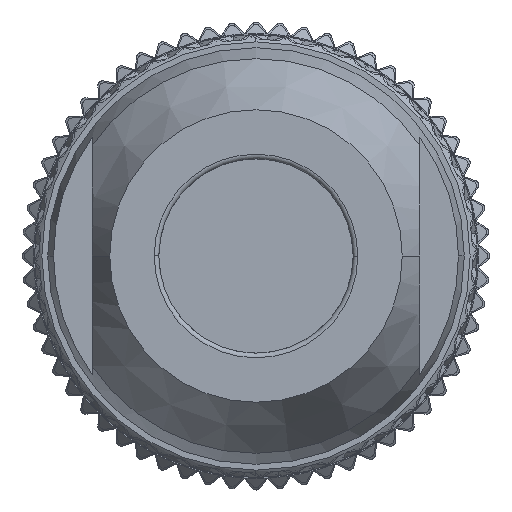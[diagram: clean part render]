
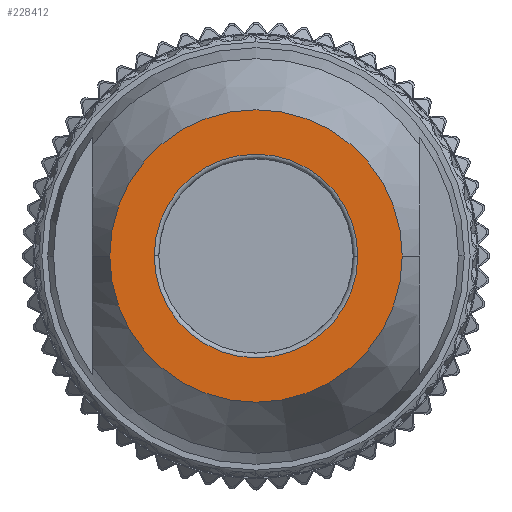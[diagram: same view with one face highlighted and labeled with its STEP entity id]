
A CAD part, front view. The second image highlights one B-rep face of the part: STEP entity #228412.
In plain terms, the highlighted planar face has unit normal (0, -1, 0).
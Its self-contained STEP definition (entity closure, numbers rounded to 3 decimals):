
#80849=CARTESIAN_POINT('',(0.,-50.55,0.));
#80850=DIRECTION('',(0.,1.,0.));
#80851=DIRECTION('',(1.,0.,0.));
#80852=AXIS2_PLACEMENT_3D('',#80849,#80850,#80851);
#80854=CARTESIAN_POINT('',(0.,-50.55,0.));
#80855=DIRECTION('',(0.,1.,0.));
#80856=DIRECTION('',(-1.,0.,0.));
#80857=AXIS2_PLACEMENT_3D('',#80854,#80855,#80856);
#80859=CARTESIAN_POINT('',(0.,-50.55,0.));
#80860=DIRECTION('',(0.,-1.,0.));
#80861=DIRECTION('',(1.,0.,0.));
#80862=AXIS2_PLACEMENT_3D('',#80859,#80860,#80861);
#80864=CARTESIAN_POINT('',(0.,-50.55,0.));
#80865=DIRECTION('',(0.,-1.,0.));
#80866=DIRECTION('',(-1.,0.,0.));
#80867=AXIS2_PLACEMENT_3D('',#80864,#80865,#80866);
#80879=CARTESIAN_POINT('',(0.,-50.55,0.));
#80880=DIRECTION('',(0.,1.,0.));
#80881=DIRECTION('',(-1.,0.,0.));
#80882=AXIS2_PLACEMENT_3D('',#80879,#80880,#80881);
#80907=CARTESIAN_POINT('',(0.,-50.55,0.));
#80908=DIRECTION('',(0.,1.,0.));
#80909=DIRECTION('',(1.,0.,0.));
#80910=AXIS2_PLACEMENT_3D('',#80907,#80908,#80909);
#86872=CARTESIAN_POINT('',(-6.25,-50.55,0.));
#86873=VERTEX_POINT('',#86872);
#86874=CARTESIAN_POINT('',(6.25,-50.55,0.));
#86875=VERTEX_POINT('',#86874);
#86876=CARTESIAN_POINT('',(4.35,-50.55,0.001));
#86877=CARTESIAN_POINT('',(-4.35,-50.55,0.054));
#86878=VERTEX_POINT('',#86876);
#86879=VERTEX_POINT('',#86877);
#86880=CARTESIAN_POINT('',(-4.35,-50.55,-0.001));
#86881=VERTEX_POINT('',#86880);
#86882=CARTESIAN_POINT('',(4.35,-50.55,-0.054));
#86883=VERTEX_POINT('',#86882);
#228393=CARTESIAN_POINT('',(0.,-50.55,0.));
#228394=DIRECTION('',(0.,-1.,0.));
#228395=DIRECTION('',(-1.,0.,0.));
#228396=AXIS2_PLACEMENT_3D('',#228393,#228394,#228395);
#228397=PLANE('',#228396);
#228398=ORIENTED_EDGE('',*,*,#228344,.T.);
#228399=ORIENTED_EDGE('',*,*,#228384,.T.);
#228400=EDGE_LOOP('',(#228398,#228399));
#228401=FACE_OUTER_BOUND('',#228400,.F.);
#228403=ORIENTED_EDGE('',*,*,#228402,.T.);
#228405=ORIENTED_EDGE('',*,*,#228404,.F.);
#228407=ORIENTED_EDGE('',*,*,#228406,.T.);
#228409=ORIENTED_EDGE('',*,*,#228408,.F.);
#228410=EDGE_LOOP('',(#228403,#228405,#228407,#228409));
#228411=FACE_BOUND('',#228410,.F.);
#228412=ADVANCED_FACE('',(#228401,#228411),#228397,.T.);
#80853=CIRCLE('',#80852,6.25);
#80858=CIRCLE('',#80857,6.25);
#80863=CIRCLE('',#80862,4.35);
#80868=CIRCLE('',#80867,4.35);
#80883=CIRCLE('',#80882,4.35);
#80911=CIRCLE('',#80910,4.35);
#228344=EDGE_CURVE('',#86875,#86873,#80853,.T.);
#228384=EDGE_CURVE('',#86873,#86875,#80858,.T.);
#228402=EDGE_CURVE('',#86878,#86879,#80863,.T.);
#228404=EDGE_CURVE('',#86881,#86879,#80883,.T.);
#228406=EDGE_CURVE('',#86881,#86883,#80868,.T.);
#228408=EDGE_CURVE('',#86878,#86883,#80911,.T.);
